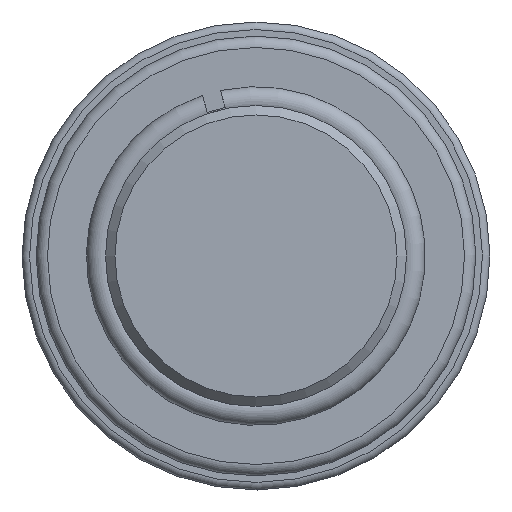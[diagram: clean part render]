
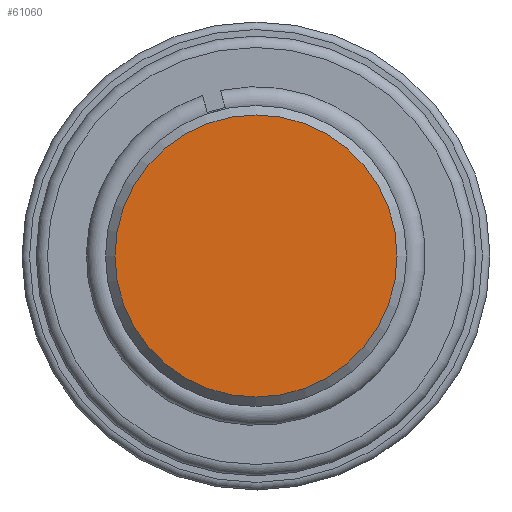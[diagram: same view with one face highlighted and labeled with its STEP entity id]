
A CAD part, left-side view. The second image highlights one B-rep face of the part: STEP entity #61060.
In plain terms, the highlighted planar face has unit normal (-1, 0, 0).
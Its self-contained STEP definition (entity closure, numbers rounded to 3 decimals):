
#61040=CARTESIAN_POINT('',(0.,7.475,0.0));
#61041=VERTEX_POINT('',#61040);
#61042=CARTESIAN_POINT('',(0.0,0.0,0.0));
#61043=DIRECTION('',(1.0,0.0,0.0));
#61044=DIRECTION('',(0.0,1.0,0.0));
#61045=AXIS2_PLACEMENT_3D('',#61042,#61043,#61044);
#61046=CIRCLE('',#61045,7.475);
#61047=EDGE_CURVE('',#61041,#61041,#61046,.T.);
#61052=CARTESIAN_POINT('',(0.,6.988,0.0));
#61053=DIRECTION('',(-1.0,0.0,0.0));
#61054=DIRECTION('',(0.0,0.0,1.0));
#61055=AXIS2_PLACEMENT_3D('',#61052,#61053,#61054);
#61056=PLANE('',#61055);
#61057=ORIENTED_EDGE('',*,*,#61047,.F.);
#61058=EDGE_LOOP('',(#61057));
#61059=FACE_OUTER_BOUND('',#61058,.T.);
#61060=ADVANCED_FACE('',(#61059),#61056,.T.);
